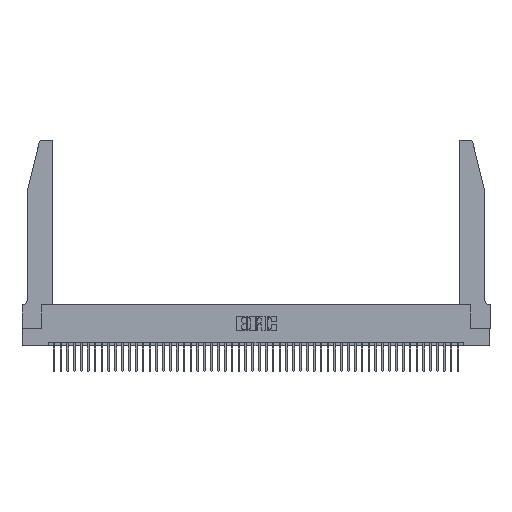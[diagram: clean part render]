
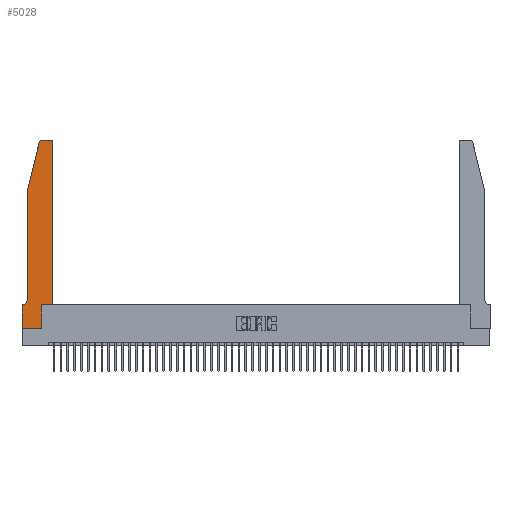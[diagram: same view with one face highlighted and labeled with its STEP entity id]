
A CAD part, top view. The second image highlights one B-rep face of the part: STEP entity #5028.
In plain terms, the highlighted planar face has unit normal (0, 0, 1).
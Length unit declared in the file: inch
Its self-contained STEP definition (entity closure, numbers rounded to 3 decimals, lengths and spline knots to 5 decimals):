
#1460 = VERTEX_POINT ( 'NONE', #2830 ) ;
#2007 = LINE ( 'NONE', #17497, #31371 ) ;
#2222 = EDGE_CURVE ( 'NONE', #34198, #43172, #7017, .T. ) ;
#2830 = CARTESIAN_POINT ( 'NONE',  ( 0.4505, 0.35, 0.37 ) ) ;
#3205 = CARTESIAN_POINT ( 'NONE',  ( 0.4205, 2.75, 0.37 ) ) ;
#3846 = DIRECTION ( 'NONE',  ( 0., 0., 1. ) ) ;
#4581 = CARTESIAN_POINT ( 'NONE',  ( 0.2865, 0.35, 0.37 ) ) ;
#4869 = EDGE_CURVE ( 'NONE', #48858, #14683, #2007, .T. ) ;
#5028 = ADVANCED_FACE ( 'NONE', ( #14047 ), #10765, .T. ) ;
#5102 = CARTESIAN_POINT ( 'NONE',  ( 0., 0.35, 0.37 ) ) ;
#6138 = DIRECTION ( 'NONE',  ( -1., 0., 0. ) ) ;
#7017 = LINE ( 'NONE', #26402, #17251 ) ;
#7297 = DIRECTION ( 'NONE',  ( 0., 1., 0. ) ) ;
#7766 = DIRECTION ( 'NONE',  ( 1., 0., 0. ) ) ;
#8067 = CARTESIAN_POINT ( 'NONE',  ( 0.0055, 0.42, 0.37 ) ) ;
#8188 = VERTEX_POINT ( 'NONE', #37432 ) ;
#9500 = CARTESIAN_POINT ( 'NONE',  ( 0.0755, 2., 0.37 ) ) ;
#9838 = CARTESIAN_POINT ( 'NONE',  ( 0.0755, 0.35, 0.37 ) ) ;
#10565 = CARTESIAN_POINT ( 'NONE',  ( 0., 0., 0.37 ) ) ;
#10765 = PLANE ( 'NONE',  #26322 ) ;
#10926 = VECTOR ( 'NONE', #6138, 39.37008 ) ;
#11392 = EDGE_CURVE ( 'NONE', #41468, #38668, #40185, .T. ) ;
#11520 = CARTESIAN_POINT ( 'NONE',  ( 0.4205, 2.72, 0.37 ) ) ;
#11680 = CARTESIAN_POINT ( 'NONE',  ( 0.2605, 2.75, 0.37 ) ) ;
#11956 = DIRECTION ( 'NONE',  ( -1., 0., 0. ) ) ;
#12189 = LINE ( 'NONE', #41129, #31321 ) ;
#12420 = ORIENTED_EDGE ( 'NONE', *, *, #47642, .T. ) ;
#14047 = FACE_OUTER_BOUND ( 'NONE', #49222, .T. ) ;
#14227 = VERTEX_POINT ( 'NONE', #3205 ) ;
#14683 = VERTEX_POINT ( 'NONE', #10565 ) ;
#15418 = DIRECTION ( 'NONE',  ( 1., 0., 0. ) ) ;
#15998 = AXIS2_PLACEMENT_3D ( 'NONE', #8067, #34825, #11956 ) ;
#16038 = VECTOR ( 'NONE', #7766, 39.37008 ) ;
#16813 = EDGE_CURVE ( 'NONE', #38668, #40247, #18267, .T. ) ;
#17251 = VECTOR ( 'NONE', #7297, 39.37008 ) ;
#17278 = CARTESIAN_POINT ( 'NONE',  ( 0.0755, 2., 0.37 ) ) ;
#17353 = CARTESIAN_POINT ( 'NONE',  ( 0.2865, 0., 0.37 ) ) ;
#17497 = CARTESIAN_POINT ( 'NONE',  ( 0., 0., 0.37 ) ) ;
#17851 = EDGE_CURVE ( 'NONE', #40247, #48858, #31275, .T. ) ;
#18267 = CIRCLE ( 'NONE', #15998, 0.07 ) ;
#18485 = DIRECTION ( 'NONE',  ( 1., 0., 0. ) ) ;
#18636 = EDGE_CURVE ( 'NONE', #14227, #34267, #44241, .T. ) ;
#19554 = DIRECTION ( 'NONE',  ( -1., 0., 0. ) ) ;
#20012 = ORIENTED_EDGE ( 'NONE', *, *, #11392, .T. ) ;
#21254 = DIRECTION ( 'NONE',  ( -0.239, -0.971, 0. ) ) ;
#24113 = ORIENTED_EDGE ( 'NONE', *, *, #37958, .T. ) ;
#24432 = CIRCLE ( 'NONE', #26032, 0.03 ) ;
#26032 = AXIS2_PLACEMENT_3D ( 'NONE', #26824, #3846, #30650 ) ;
#26322 = AXIS2_PLACEMENT_3D ( 'NONE', #37483, #41292, #18485 ) ;
#26402 = CARTESIAN_POINT ( 'NONE',  ( 0.2865, 0.35, 0.37 ) ) ;
#26739 = CIRCLE ( 'NONE', #31974, 0.03 ) ;
#26824 = CARTESIAN_POINT ( 'NONE',  ( 0.284, 2.72, 0.37 ) ) ;
#28482 = ORIENTED_EDGE ( 'NONE', *, *, #39178, .T. ) ;
#30650 = DIRECTION ( 'NONE',  ( 1., 0., 0. ) ) ;
#30687 = CARTESIAN_POINT ( 'NONE',  ( 0.0755, 0.42, 0.37 ) ) ;
#30698 = CARTESIAN_POINT ( 'NONE',  ( 0., 0., 0.37 ) ) ;
#31275 = LINE ( 'NONE', #9838, #10926 ) ;
#31321 = VECTOR ( 'NONE', #44935, 39.37008 ) ;
#31371 = VECTOR ( 'NONE', #44124, 39.37008 ) ;
#31492 = ORIENTED_EDGE ( 'NONE', *, *, #2222, .T. ) ;
#31729 = ORIENTED_EDGE ( 'NONE', *, *, #18636, .T. ) ;
#31974 = AXIS2_PLACEMENT_3D ( 'NONE', #11520, #38216, #15418 ) ;
#32011 = ORIENTED_EDGE ( 'NONE', *, *, #16813, .T. ) ;
#32548 = ORIENTED_EDGE ( 'NONE', *, *, #36601, .T. ) ;
#33670 = VECTOR ( 'NONE', #48820, 39.37008 ) ;
#34146 = VECTOR ( 'NONE', #19554, 39.37008 ) ;
#34171 = ORIENTED_EDGE ( 'NONE', *, *, #42731, .T. ) ;
#34198 = VERTEX_POINT ( 'NONE', #17353 ) ;
#34267 = VERTEX_POINT ( 'NONE', #40490 ) ;
#34825 = DIRECTION ( 'NONE',  ( 0., 0., -1. ) ) ;
#35216 = VECTOR ( 'NONE', #36430, 39.37008 ) ;
#36417 = LINE ( 'NONE', #47701, #35216 ) ;
#36430 = DIRECTION ( 'NONE',  ( 0., 1., 0. ) ) ;
#36601 = EDGE_CURVE ( 'NONE', #14683, #34198, #45230, .T. ) ;
#36932 = VECTOR ( 'NONE', #21254, 39.37008 ) ;
#37432 = CARTESIAN_POINT ( 'NONE',  ( 0.4505, 2.72, 0.37 ) ) ;
#37483 = CARTESIAN_POINT ( 'NONE',  ( 0., 0.35, 0.37 ) ) ;
#37958 = EDGE_CURVE ( 'NONE', #8188, #14227, #26739, .T. ) ;
#38093 = LINE ( 'NONE', #17278, #36932 ) ;
#38144 = ORIENTED_EDGE ( 'NONE', *, *, #4869, .T. ) ;
#38216 = DIRECTION ( 'NONE',  ( 0., 0., 1. ) ) ;
#38668 = VERTEX_POINT ( 'NONE', #30687 ) ;
#39178 = EDGE_CURVE ( 'NONE', #43172, #1460, #12189, .T. ) ;
#39984 = CARTESIAN_POINT ( 'NONE',  ( 0.0055, 0.35, 0.37 ) ) ;
#40185 = LINE ( 'NONE', #41194, #33670 ) ;
#40247 = VERTEX_POINT ( 'NONE', #39984 ) ;
#40490 = CARTESIAN_POINT ( 'NONE',  ( 0.284, 2.75, 0.37 ) ) ;
#40831 = ORIENTED_EDGE ( 'NONE', *, *, #17851, .T. ) ;
#41129 = CARTESIAN_POINT ( 'NONE',  ( 0.4505, 0.35, 0.37 ) ) ;
#41194 = CARTESIAN_POINT ( 'NONE',  ( 0.0755, 2., 0.37 ) ) ;
#41292 = DIRECTION ( 'NONE',  ( 0., 0., 1. ) ) ;
#41468 = VERTEX_POINT ( 'NONE', #9500 ) ;
#42731 = EDGE_CURVE ( 'NONE', #1460, #8188, #36417, .T. ) ;
#43172 = VERTEX_POINT ( 'NONE', #4581 ) ;
#44124 = DIRECTION ( 'NONE',  ( 0., -1., 0. ) ) ;
#44241 = LINE ( 'NONE', #11680, #34146 ) ;
#44780 = VERTEX_POINT ( 'NONE', #45205 ) ;
#44935 = DIRECTION ( 'NONE',  ( 1., 0., 0. ) ) ;
#45205 = CARTESIAN_POINT ( 'NONE',  ( 0.25487, 2.72718, 0.37 ) ) ;
#45230 = LINE ( 'NONE', #30698, #16038 ) ;
#45643 = ORIENTED_EDGE ( 'NONE', *, *, #48000, .T. ) ;
#47642 = EDGE_CURVE ( 'NONE', #34267, #44780, #24432, .T. ) ;
#47701 = CARTESIAN_POINT ( 'NONE',  ( 0.4505, 0.35, 0.37 ) ) ;
#48000 = EDGE_CURVE ( 'NONE', #44780, #41468, #38093, .T. ) ;
#48820 = DIRECTION ( 'NONE',  ( 0., -1., 0. ) ) ;
#48858 = VERTEX_POINT ( 'NONE', #5102 ) ;
#49222 = EDGE_LOOP ( 'NONE', ( #31729, #12420, #45643, #20012, #32011, #40831, #38144, #32548, #31492, #28482, #34171, #24113 ) ) ;
